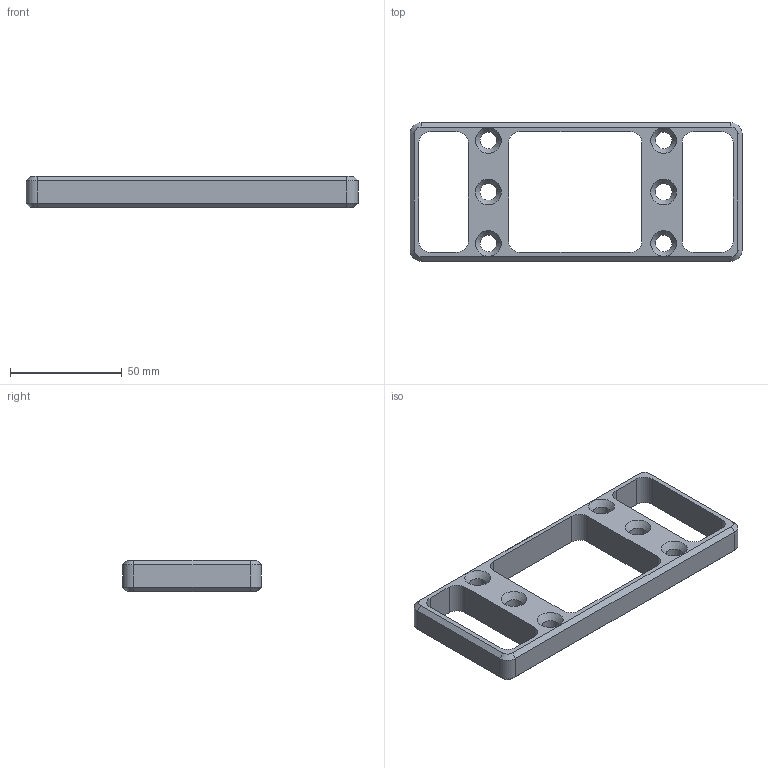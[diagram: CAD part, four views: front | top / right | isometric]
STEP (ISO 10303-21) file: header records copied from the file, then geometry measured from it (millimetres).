
FILE_DESCRIPTION(('FreeCAD Model'),'2;1');
FILE_NAME('Open CASCADE Shape Model','2025-10-27T20:41:35',(''),(''), 'Open CASCADE STEP processor 7.6','FreeCAD','Unknown');
FILE_SCHEMA(('AUTOMOTIVE_DESIGN { 1 0 10303 214 1 1 1 1 }'));
Length unit declared in the file: millimetre
Products named in the file (1): BitsHolder
Bounding box: 148.3 x 61.98 x 14 mm (x, y, z)
Volume: 44234.1 mm3; surface area: 20846.8 mm2
Topology: 1 solids, 1 shells, 70 faces, 170 edges, 106 vertices
Faces by surface type: plane 30, cylinder 26, cone 14
Full cylindrical faces by diameter (mm): 3.5 x4, 7.5 x6
Entity records: 4390 total; most frequent: CARTESIAN_POINT 843, DIRECTION 692, LINE 392, VECTOR 392, ORIENTED_EDGE 340, PCURVE 340, DEFINITIONAL_REPRESENTATION 340, EDGE_CURVE 170
